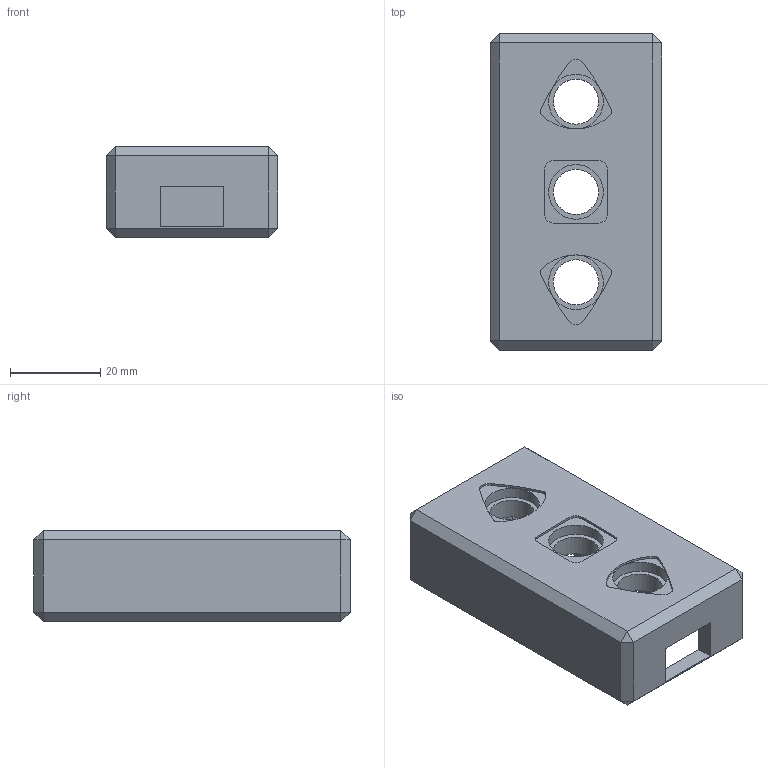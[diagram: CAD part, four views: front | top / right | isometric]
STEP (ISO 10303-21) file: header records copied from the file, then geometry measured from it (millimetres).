
FILE_DESCRIPTION(('FreeCAD Model'),'2;1');
FILE_NAME('Open CASCADE Shape Model','2024-08-29T16:02:08',(''),(''), 'Open CASCADE STEP processor 7.6','FreeCAD','Unknown');
FILE_SCHEMA(('AUTOMOTIVE_DESIGN { 1 0 10303 214 1 1 1 1 }'));
Length unit declared in the file: millimetre
Products named in the file (1): elevator_remote_top001
Bounding box: 38 x 70 x 20 mm (x, y, z)
Volume: 20194.1 mm3; surface area: 12608.2 mm2
Topology: 1 solids, 1 shells, 89 faces, 201 edges, 122 vertices
Faces by surface type: plane 52, cylinder 37
Full cylindrical faces by diameter (mm): 10 x3, 12.1 x3, 14 x3
Entity records: 2503 total; most frequent: DIRECTION 453, CARTESIAN_POINT 413, ORIENTED_EDGE 402, EDGE_CURVE 201, AXIS2_PLACEMENT_3D 162, LINE 129, VECTOR 129, VERTEX_POINT 122
